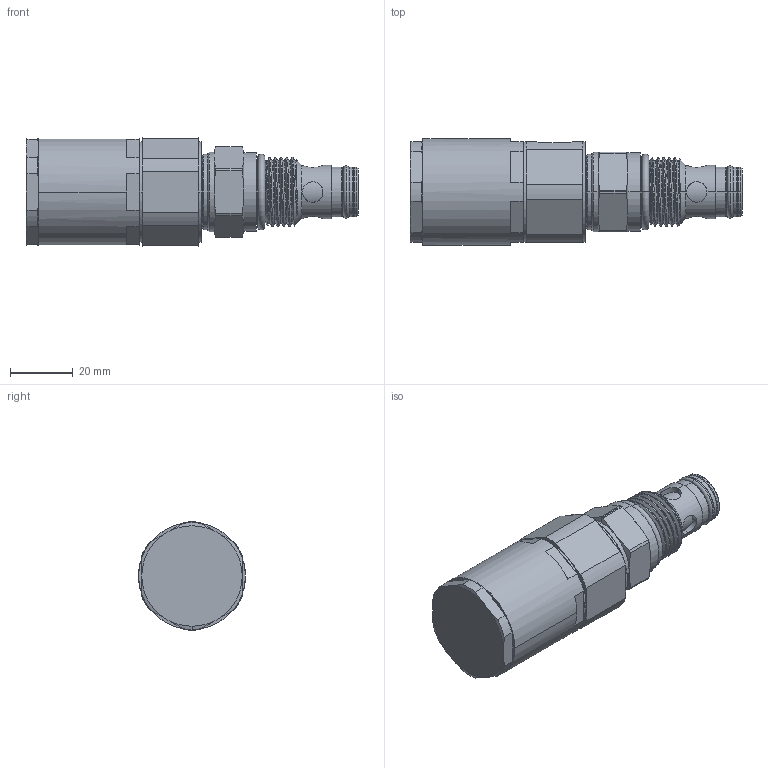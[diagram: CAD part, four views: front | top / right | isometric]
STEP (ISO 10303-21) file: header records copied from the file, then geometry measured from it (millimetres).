
FILE_DESCRIPTION (( 'STEP AP214' ), '1' );
FILE_NAME ('AP10W21.STEP', '2016-04-12T05:32:38', ( '' ), ( '' ), 'SwSTEP 2.0', 'SolidWorks 2012', '' );
FILE_SCHEMA (( 'AUTOMOTIVE_DESIGN' ));
Length unit declared in the file: millimetre
Products named in the file (1): AP10W21
Bounding box: 105.65 x 34 x 34.46 mm (x, y, z)
Volume: 66116.1 mm3; surface area: 13486.7 mm2
Topology: 3 solids, 3 shells, 220 faces, 528 edges, 325 vertices
Faces by surface type: cylinder 95, plane 58, cone 37, torus 20, bspline 10
Entity records: 11649 total; most frequent: CARTESIAN_POINT 6675, ORIENTED_EDGE 1056, DIRECTION 1007, EDGE_CURVE 528, AXIS2_PLACEMENT_3D 413, VERTEX_POINT 325, EDGE_LOOP 235, ADVANCED_FACE 220
